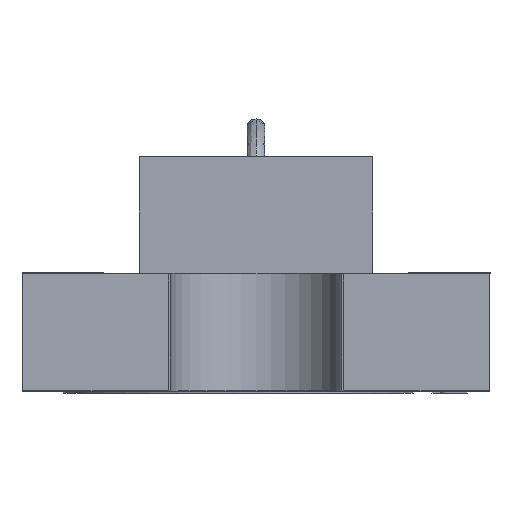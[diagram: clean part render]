
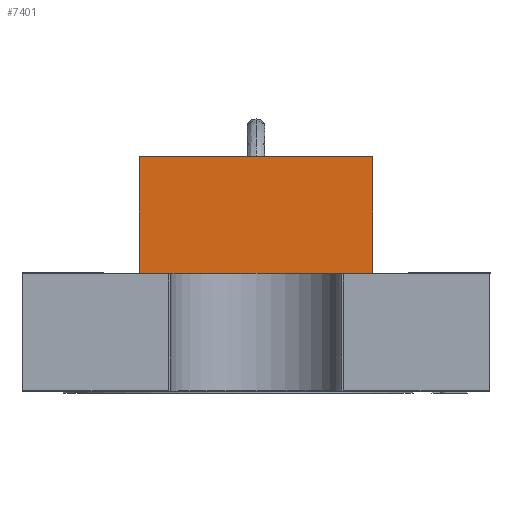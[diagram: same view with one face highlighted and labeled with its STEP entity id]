
A CAD part, left-side view. The second image highlights one B-rep face of the part: STEP entity #7401.
In plain terms, the highlighted planar face has unit normal (-1, 0, 0).
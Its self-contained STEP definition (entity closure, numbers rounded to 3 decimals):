
#148 = VECTOR ( 'NONE', #4961, 1000. ) ;
#219 = CARTESIAN_POINT ( 'NONE',  ( -0.2, 0.2, 0.401 ) ) ;
#238 = CARTESIAN_POINT ( 'NONE',  ( -0.2, 0.2, 0.201 ) ) ;
#275 = EDGE_CURVE ( 'NONE', #8074, #2356, #987, .T. ) ;
#445 = CARTESIAN_POINT ( 'NONE',  ( -0.2, 0.2, 0.401 ) ) ;
#511 = VERTEX_POINT ( 'NONE', #1768 ) ;
#987 = LINE ( 'NONE', #238, #5805 ) ;
#1073 = DIRECTION ( 'NONE',  ( 0., 1., 0. ) ) ;
#1447 = LINE ( 'NONE', #5351, #3695 ) ;
#1764 = ORIENTED_EDGE ( 'NONE', *, *, #6059, .F. ) ;
#1768 = CARTESIAN_POINT ( 'NONE',  ( -0.2, -0.2, 0.401 ) ) ;
#1819 = EDGE_CURVE ( 'NONE', #5094, #511, #1447, .T. ) ;
#2087 = ORIENTED_EDGE ( 'NONE', *, *, #275, .T. ) ;
#2356 = VERTEX_POINT ( 'NONE', #7578 ) ;
#2393 = CARTESIAN_POINT ( 'NONE',  ( -0.2, -0.2, 0.401 ) ) ;
#2659 = LINE ( 'NONE', #2393, #4923 ) ;
#2863 = EDGE_LOOP ( 'NONE', ( #2087, #1764, #5089, #6431 ) ) ;
#3283 = LINE ( 'NONE', #6821, #148 ) ;
#3552 = PLANE ( 'NONE',  #5509 ) ;
#3695 = VECTOR ( 'NONE', #3724, 1000. ) ;
#3724 = DIRECTION ( 'NONE',  ( 0., -1., 0. ) ) ;
#4842 = DIRECTION ( 'NONE',  ( 1., 0., 0. ) ) ;
#4923 = VECTOR ( 'NONE', #6790, 1000. ) ;
#4961 = DIRECTION ( 'NONE',  ( 0., 0., -1. ) ) ;
#5089 = ORIENTED_EDGE ( 'NONE', *, *, #1819, .F. ) ;
#5094 = VERTEX_POINT ( 'NONE', #219 ) ;
#5351 = CARTESIAN_POINT ( 'NONE',  ( -0.2, 0.2, 0.401 ) ) ;
#5509 = AXIS2_PLACEMENT_3D ( 'NONE', #445, #4842, #1073 ) ;
#5630 = DIRECTION ( 'NONE',  ( 0., -1., 0. ) ) ;
#5777 = FACE_OUTER_BOUND ( 'NONE', #2863, .T. ) ;
#5805 = VECTOR ( 'NONE', #5630, 1000. ) ;
#6059 = EDGE_CURVE ( 'NONE', #511, #2356, #2659, .T. ) ;
#6431 = ORIENTED_EDGE ( 'NONE', *, *, #8032, .T. ) ;
#6790 = DIRECTION ( 'NONE',  ( 0., 0., -1. ) ) ;
#6821 = CARTESIAN_POINT ( 'NONE',  ( -0.2, 0.2, 0.401 ) ) ;
#7401 = ADVANCED_FACE ( 'NONE', ( #5777 ), #3552, .F. ) ;
#7578 = CARTESIAN_POINT ( 'NONE',  ( -0.2, -0.2, 0.201 ) ) ;
#8032 = EDGE_CURVE ( 'NONE', #5094, #8074, #3283, .T. ) ;
#8074 = VERTEX_POINT ( 'NONE', #8101 ) ;
#8101 = CARTESIAN_POINT ( 'NONE',  ( -0.2, 0.2, 0.201 ) ) ;
